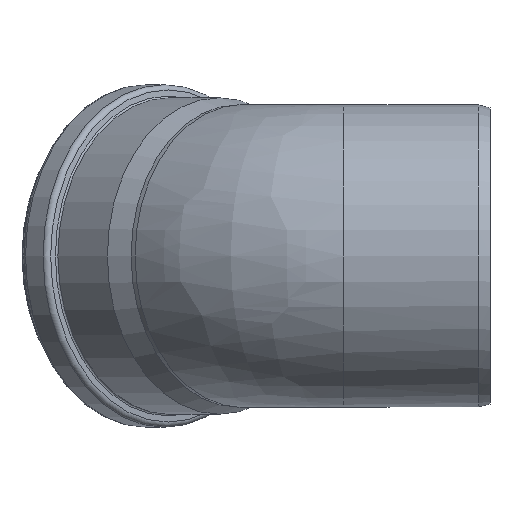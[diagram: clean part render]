
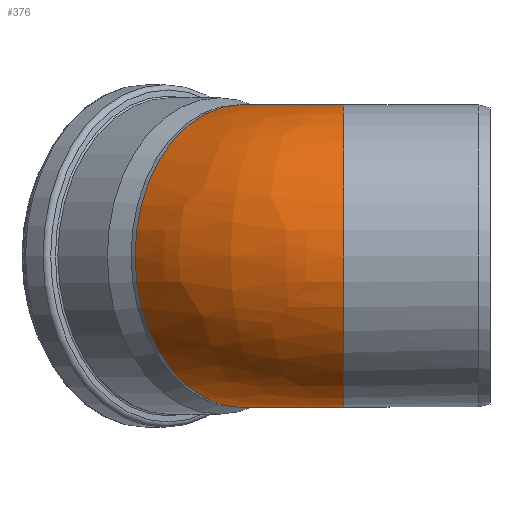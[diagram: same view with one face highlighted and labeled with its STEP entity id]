
A CAD part, left-side view. The second image highlights one B-rep face of the part: STEP entity #376.
In plain terms, the highlighted free-form (B-spline) face has degree [2, 2] with [9, 3] control points.
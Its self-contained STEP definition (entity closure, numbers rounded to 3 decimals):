
#41=(
BOUNDED_SURFACE()
B_SPLINE_SURFACE(2,2,((#666,#667,#668),(#669,#670,#671),(#672,#673,#674),
(#675,#676,#677),(#678,#679,#680),(#681,#682,#683),(#684,#685,#686),(#687,
#688,#689),(#690,#691,#692)),.UNSPECIFIED.,.F.,.F.,.F.)
B_SPLINE_SURFACE_WITH_KNOTS((3,2,2,2,3),(3,3),(-2.777,-1.389,
0.,1.389,2.777),(0.,
0.785),.UNSPECIFIED.)
GEOMETRIC_REPRESENTATION_ITEM()
RATIONAL_B_SPLINE_SURFACE(((1.,0.924,1.),(0.768,
0.71,0.768),(1.,0.924,1.),(0.768,
0.71,0.768),(1.,0.924,1.),(0.768,
0.71,0.768),(1.,0.924,1.),(0.768,
0.71,0.768),(1.,0.924,1.)))
REPRESENTATION_ITEM('')
SURFACE()
);
#44=B_SPLINE_CURVE_WITH_KNOTS('',3,(#648,#649,#650,#651,#652,#653,#654),
 .UNSPECIFIED.,.F.,.F.,(4,3,4),(-0.001,0.055,
0.11),.UNSPECIFIED.);
#45=B_SPLINE_CURVE_WITH_KNOTS('',3,(#658,#659,#660,#661,#662,#663,#664),
 .UNSPECIFIED.,.F.,.F.,(4,3,4),(-0.001,0.054,
0.11),.UNSPECIFIED.);
#82=FACE_OUTER_BOUND('',#118,.T.);
#118=EDGE_LOOP('',(#297,#298,#299,#300));
#185=CIRCLE('',#416,80.);
#186=CIRCLE('',#417,80.);
#219=VERTEX_POINT('',#646);
#220=VERTEX_POINT('',#647);
#221=VERTEX_POINT('',#655);
#222=VERTEX_POINT('',#657);
#255=EDGE_CURVE('',#219,#220,#44,.T.);
#257=EDGE_CURVE('',#222,#221,#45,.T.);
#259=EDGE_CURVE('',#221,#219,#185,.T.);
#260=EDGE_CURVE('',#222,#220,#186,.T.);
#297=ORIENTED_EDGE('',*,*,#257,.T.);
#298=ORIENTED_EDGE('',*,*,#259,.T.);
#299=ORIENTED_EDGE('',*,*,#255,.T.);
#300=ORIENTED_EDGE('',*,*,#260,.F.);
#376=ADVANCED_FACE('',(#82),#41,.F.);
#416=AXIS2_PLACEMENT_3D('',#693,#492,#493);
#417=AXIS2_PLACEMENT_3D('',#694,#494,#495);
#492=DIRECTION('center_axis',(0.,1.,0.));
#493=DIRECTION('ref_axis',(1.,0.,0.));
#494=DIRECTION('center_axis',(0.707,0.707,0.));
#495=DIRECTION('ref_axis',(0.707,-0.707,0.));
#646=CARTESIAN_POINT('',(74.748,77.458,28.507));
#647=CARTESIAN_POINT('',(75.159,78.449,28.507));
#648=CARTESIAN_POINT('Ctrl Pts',(74.748,77.458,28.507));
#649=CARTESIAN_POINT('Ctrl Pts',(74.753,77.642,28.495));
#650=CARTESIAN_POINT('Ctrl Pts',(74.793,77.825,28.489));
#651=CARTESIAN_POINT('Ctrl Pts',(74.865,77.996,28.489));
#652=CARTESIAN_POINT('Ctrl Pts',(74.935,78.163,28.489));
#653=CARTESIAN_POINT('Ctrl Pts',(75.034,78.317,28.495));
#654=CARTESIAN_POINT('Ctrl Pts',(75.159,78.449,28.507));
#655=CARTESIAN_POINT('',(74.748,77.458,-28.507));
#657=CARTESIAN_POINT('',(75.159,78.449,-28.507));
#658=CARTESIAN_POINT('Ctrl Pts',(75.159,78.449,-28.507));
#659=CARTESIAN_POINT('Ctrl Pts',(75.034,78.317,-28.495));
#660=CARTESIAN_POINT('Ctrl Pts',(74.935,78.163,-28.489));
#661=CARTESIAN_POINT('Ctrl Pts',(74.865,77.996,-28.489));
#662=CARTESIAN_POINT('Ctrl Pts',(74.793,77.825,-28.489));
#663=CARTESIAN_POINT('Ctrl Pts',(74.753,77.642,-28.495));
#664=CARTESIAN_POINT('Ctrl Pts',(74.748,77.458,-28.507));
#666=CARTESIAN_POINT('Ctrl Pts',(74.756,77.458,28.488));
#667=CARTESIAN_POINT('Ctrl Pts',(74.756,78.035,28.488));
#668=CARTESIAN_POINT('Ctrl Pts',(75.164,78.444,28.488));
#669=CARTESIAN_POINT('Ctrl Pts',(51.033,77.458,90.739));
#670=CARTESIAN_POINT('Ctrl Pts',(51.033,87.861,90.739));
#671=CARTESIAN_POINT('Ctrl Pts',(58.39,95.218,90.739));
#672=CARTESIAN_POINT('Ctrl Pts',(-14.483,77.458,78.678));
#673=CARTESIAN_POINT('Ctrl Pts',(-14.483,114.999,78.678));
#674=CARTESIAN_POINT('Ctrl Pts',(12.062,141.545,78.678));
#675=CARTESIAN_POINT('Ctrl Pts',(-80.,77.458,66.617));
#676=CARTESIAN_POINT('Ctrl Pts',(-80.,142.137,66.617));
#677=CARTESIAN_POINT('Ctrl Pts',(-34.265,187.872,66.617));
#678=CARTESIAN_POINT('Ctrl Pts',(-80.,77.458,0.));
#679=CARTESIAN_POINT('Ctrl Pts',(-80.,142.137,0.));
#680=CARTESIAN_POINT('Ctrl Pts',(-34.265,187.872,0.));
#681=CARTESIAN_POINT('Ctrl Pts',(-80.,77.458,-66.617));
#682=CARTESIAN_POINT('Ctrl Pts',(-80.,142.137,-66.617));
#683=CARTESIAN_POINT('Ctrl Pts',(-34.265,187.872,-66.617));
#684=CARTESIAN_POINT('Ctrl Pts',(-14.483,77.458,-78.678));
#685=CARTESIAN_POINT('Ctrl Pts',(-14.483,114.999,-78.678));
#686=CARTESIAN_POINT('Ctrl Pts',(12.062,141.545,-78.678));
#687=CARTESIAN_POINT('Ctrl Pts',(51.033,77.458,-90.739));
#688=CARTESIAN_POINT('Ctrl Pts',(51.033,87.861,-90.739));
#689=CARTESIAN_POINT('Ctrl Pts',(58.39,95.218,-90.739));
#690=CARTESIAN_POINT('Ctrl Pts',(74.756,77.458,-28.488));
#691=CARTESIAN_POINT('Ctrl Pts',(74.756,78.035,-28.488));
#692=CARTESIAN_POINT('Ctrl Pts',(75.164,78.444,-28.488));
#693=CARTESIAN_POINT('Origin',(0.,77.458,0.));
#694=CARTESIAN_POINT('Origin',(22.304,131.304,0.));
